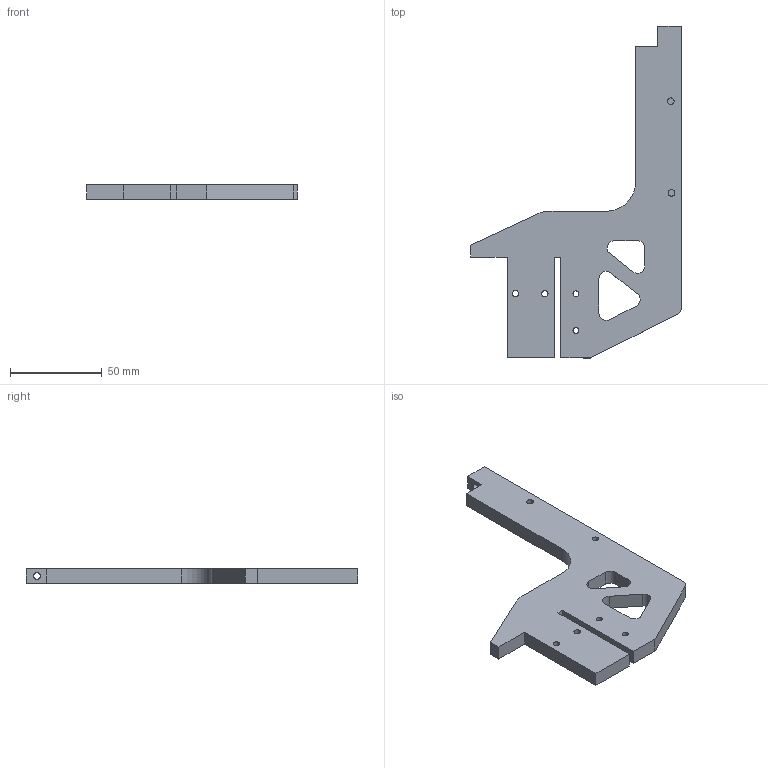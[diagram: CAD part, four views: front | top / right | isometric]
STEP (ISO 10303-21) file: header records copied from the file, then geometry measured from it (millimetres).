
FILE_DESCRIPTION (( 'STEP AP203' ), '1' );
FILE_NAME ('electronics truss front-lower MAKER.STEP', '2019-01-01T16:31:50', ( '' ), ( '' ), 'SwSTEP 2.0', 'SolidWorks 2018', '' );
FILE_SCHEMA (( 'CONFIG_CONTROL_DESIGN' ));
Length unit declared in the file: millimetre
Products named in the file (1): electronics truss front-lower MAKER
Bounding box: 115 x 180.98 x 8 mm (x, y, z)
Volume: 68695.5 mm3; surface area: 24526.3 mm2
Topology: 1 solids, 1 shells, 59 faces, 156 edges, 104 vertices
Faces by surface type: cylinder 30, plane 29
Entity records: 1955 total; most frequent: DIRECTION 336, CARTESIAN_POINT 320, ORIENTED_EDGE 312, EDGE_CURVE 156, AXIS2_PLACEMENT_3D 120, VERTEX_POINT 104, LINE 96, VECTOR 96
